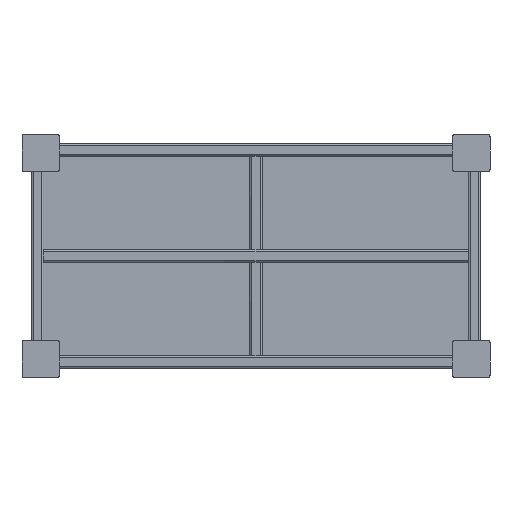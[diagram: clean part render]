
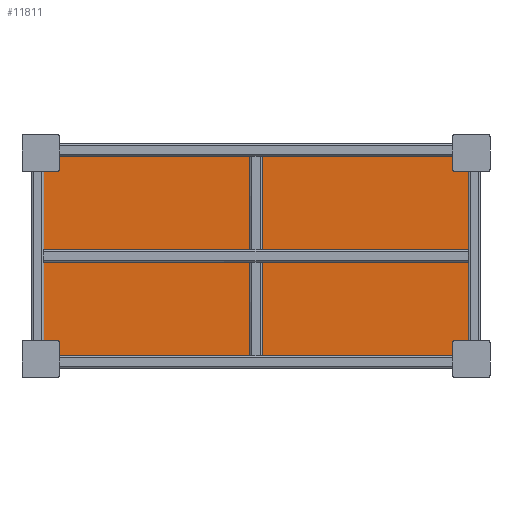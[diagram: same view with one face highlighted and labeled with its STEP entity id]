
A CAD part, front view. The second image highlights one B-rep face of the part: STEP entity #11811.
In plain terms, the highlighted free-form (B-spline) face has degree [1, 1] with [2, 2] control points.
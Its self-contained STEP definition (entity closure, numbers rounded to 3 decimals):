
#11459 = EDGE_CURVE('',#11460,#11462,#11464,.T.);
#11460 = VERTEX_POINT('',#11461);
#11461 = CARTESIAN_POINT('',(1090.841,-858.79,
    495.837));
#11462 = VERTEX_POINT('',#11463);
#11463 = CARTESIAN_POINT('',(1090.841,-858.79,
    584.426));
#11464 = B_SPLINE_CURVE_WITH_KNOTS('',1,(#11465,#11466),.UNSPECIFIED.,
  .F.,.F.,(2,2),(375.,442.),.PIECEWISE_BEZIER_KNOTS.);
#11465 = CARTESIAN_POINT('',(1090.841,-858.79,
    495.837));
#11466 = CARTESIAN_POINT('',(1090.841,-858.79,
    584.426));
#11495 = EDGE_CURVE('',#11496,#11460,#11498,.T.);
#11496 = VERTEX_POINT('',#11497);
#11497 = CARTESIAN_POINT('',(1179.431,-858.79,
    495.837));
#11498 = B_SPLINE_CURVE_WITH_KNOTS('',1,(#11499,#11500),.UNSPECIFIED.,
  .F.,.F.,(2,2),(-892.,-825.),.PIECEWISE_BEZIER_KNOTS.);
#11499 = CARTESIAN_POINT('',(1179.431,-858.79,
    495.837));
#11500 = CARTESIAN_POINT('',(1090.841,-858.79,
    495.837));
#11523 = EDGE_CURVE('',#11496,#11524,#11526,.T.);
#11524 = VERTEX_POINT('',#11525);
#11525 = CARTESIAN_POINT('',(1179.431,-858.79,
    -495.837));
#11526 = B_SPLINE_CURVE_WITH_KNOTS('',1,(#11527,#11528),.UNSPECIFIED.,
  .F.,.F.,(2,2),(-375.,375.),.PIECEWISE_BEZIER_KNOTS.);
#11527 = CARTESIAN_POINT('',(1179.431,-858.79,
    495.837));
#11528 = CARTESIAN_POINT('',(1179.431,-858.79,
    -495.837));
#11551 = EDGE_CURVE('',#11524,#11552,#11554,.T.);
#11552 = VERTEX_POINT('',#11553);
#11553 = CARTESIAN_POINT('',(1090.841,-858.79,
    -495.837));
#11554 = B_SPLINE_CURVE_WITH_KNOTS('',1,(#11555,#11556),.UNSPECIFIED.,
  .F.,.F.,(2,2),(-892.,-825.),.PIECEWISE_BEZIER_KNOTS.);
#11555 = CARTESIAN_POINT('',(1179.431,-858.79,
    -495.837));
#11556 = CARTESIAN_POINT('',(1090.841,-858.79,
    -495.837));
#11579 = EDGE_CURVE('',#11552,#11580,#11582,.T.);
#11580 = VERTEX_POINT('',#11581);
#11581 = CARTESIAN_POINT('',(1090.841,-858.79,
    -584.426));
#11582 = B_SPLINE_CURVE_WITH_KNOTS('',1,(#11583,#11584),.UNSPECIFIED.,
  .F.,.F.,(2,2),(375.,442.),.PIECEWISE_BEZIER_KNOTS.);
#11583 = CARTESIAN_POINT('',(1090.841,-858.79,
    -495.837));
#11584 = CARTESIAN_POINT('',(1090.841,-858.79,
    -584.426));
#11607 = EDGE_CURVE('',#11580,#11608,#11610,.T.);
#11608 = VERTEX_POINT('',#11609);
#11609 = CARTESIAN_POINT('',(-1090.841,-858.79,
    -584.426));
#11610 = B_SPLINE_CURVE_WITH_KNOTS('',1,(#11611,#11612),.UNSPECIFIED.,
  .F.,.F.,(2,2),(-825.,825.),.PIECEWISE_BEZIER_KNOTS.);
#11611 = CARTESIAN_POINT('',(1090.841,-858.79,
    -584.426));
#11612 = CARTESIAN_POINT('',(-1090.841,-858.79,
    -584.426));
#11635 = EDGE_CURVE('',#11608,#11636,#11638,.T.);
#11636 = VERTEX_POINT('',#11637);
#11637 = CARTESIAN_POINT('',(-1090.841,-858.79,
    -495.837));
#11638 = B_SPLINE_CURVE_WITH_KNOTS('',1,(#11639,#11640),.UNSPECIFIED.,
  .F.,.F.,(2,2),(-442.,-375.),
  .PIECEWISE_BEZIER_KNOTS.);
#11639 = CARTESIAN_POINT('',(-1090.841,-858.79,
    -584.426));
#11640 = CARTESIAN_POINT('',(-1090.841,-858.79,
    -495.837));
#11663 = EDGE_CURVE('',#11636,#11664,#11666,.T.);
#11664 = VERTEX_POINT('',#11665);
#11665 = CARTESIAN_POINT('',(-1179.431,-858.79,
    -495.837));
#11666 = B_SPLINE_CURVE_WITH_KNOTS('',1,(#11667,#11668),.UNSPECIFIED.,
  .F.,.F.,(2,2),(825.,892.),.PIECEWISE_BEZIER_KNOTS.);
#11667 = CARTESIAN_POINT('',(-1090.841,-858.79,
    -495.837));
#11668 = CARTESIAN_POINT('',(-1179.431,-858.79,
    -495.837));
#11691 = EDGE_CURVE('',#11664,#11692,#11694,.T.);
#11692 = VERTEX_POINT('',#11693);
#11693 = CARTESIAN_POINT('',(-1179.431,-858.79,
    495.837));
#11694 = B_SPLINE_CURVE_WITH_KNOTS('',1,(#11695,#11696),.UNSPECIFIED.,
  .F.,.F.,(2,2),(-375.,375.),.PIECEWISE_BEZIER_KNOTS.);
#11695 = CARTESIAN_POINT('',(-1179.431,-858.79,
    -495.837));
#11696 = CARTESIAN_POINT('',(-1179.431,-858.79,
    495.837));
#11719 = EDGE_CURVE('',#11720,#11692,#11722,.T.);
#11720 = VERTEX_POINT('',#11721);
#11721 = CARTESIAN_POINT('',(-1090.841,-858.79,
    495.837));
#11722 = B_SPLINE_CURVE_WITH_KNOTS('',1,(#11723,#11724),.UNSPECIFIED.,
  .F.,.F.,(2,2),(825.,892.),
  .PIECEWISE_BEZIER_KNOTS.);
#11723 = CARTESIAN_POINT('',(-1090.841,-858.79,
    495.837));
#11724 = CARTESIAN_POINT('',(-1179.431,-858.79,
    495.837));
#11747 = EDGE_CURVE('',#11748,#11720,#11750,.T.);
#11748 = VERTEX_POINT('',#11749);
#11749 = CARTESIAN_POINT('',(-1090.841,-858.79,
    584.426));
#11750 = B_SPLINE_CURVE_WITH_KNOTS('',1,(#11751,#11752),.UNSPECIFIED.,
  .F.,.F.,(2,2),(-442.,-375.),.PIECEWISE_BEZIER_KNOTS.);
#11751 = CARTESIAN_POINT('',(-1090.841,-858.79,
    584.426));
#11752 = CARTESIAN_POINT('',(-1090.841,-858.79,
    495.837));
#11775 = EDGE_CURVE('',#11748,#11462,#11776,.T.);
#11776 = B_SPLINE_CURVE_WITH_KNOTS('',1,(#11777,#11778),.UNSPECIFIED.,
  .F.,.F.,(2,2),(-825.,825.),.PIECEWISE_BEZIER_KNOTS.);
#11777 = CARTESIAN_POINT('',(-1090.841,-858.79,
    584.426));
#11778 = CARTESIAN_POINT('',(1090.841,-858.79,
    584.426));
#11811 = ADVANCED_FACE('',(#11812),#11826,.F.);
#11812 = FACE_BOUND('',#11813,.T.);
#11813 = EDGE_LOOP('',(#11814,#11815,#11816,#11817,#11818,#11819,#11820,
    #11821,#11822,#11823,#11824,#11825));
#11814 = ORIENTED_EDGE('',*,*,#11459,.T.);
#11815 = ORIENTED_EDGE('',*,*,#11775,.F.);
#11816 = ORIENTED_EDGE('',*,*,#11747,.T.);
#11817 = ORIENTED_EDGE('',*,*,#11719,.T.);
#11818 = ORIENTED_EDGE('',*,*,#11691,.F.);
#11819 = ORIENTED_EDGE('',*,*,#11663,.F.);
#11820 = ORIENTED_EDGE('',*,*,#11635,.F.);
#11821 = ORIENTED_EDGE('',*,*,#11607,.F.);
#11822 = ORIENTED_EDGE('',*,*,#11579,.F.);
#11823 = ORIENTED_EDGE('',*,*,#11551,.F.);
#11824 = ORIENTED_EDGE('',*,*,#11523,.F.);
#11825 = ORIENTED_EDGE('',*,*,#11495,.T.);
#11826 = B_SPLINE_SURFACE_WITH_KNOTS('',1,1,(
    (#11827,#11828)
    ,(#11829,#11830
  )),.UNSPECIFIED.,.F.,.F.,.F.,(2,2),(2,2),(-892.,892.),(-442.,442.),
  .PIECEWISE_BEZIER_KNOTS.);
#11827 = CARTESIAN_POINT('',(1179.431,-858.79,
    -584.426));
#11828 = CARTESIAN_POINT('',(1179.431,-858.79,
    584.426));
#11829 = CARTESIAN_POINT('',(-1179.431,-858.79,
    -584.426));
#11830 = CARTESIAN_POINT('',(-1179.431,-858.79,
    584.426));
